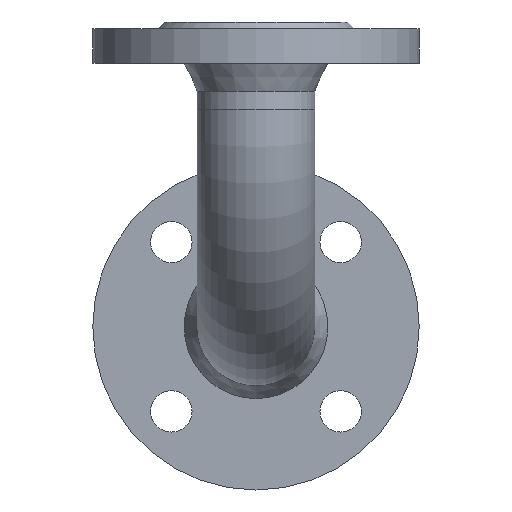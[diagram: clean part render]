
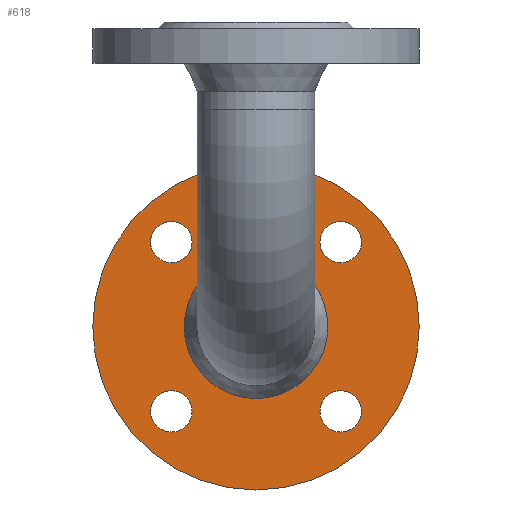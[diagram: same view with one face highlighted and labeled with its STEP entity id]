
A CAD part, left-side view. The second image highlights one B-rep face of the part: STEP entity #618.
In plain terms, the highlighted planar face has unit normal (-1, 0, 0).
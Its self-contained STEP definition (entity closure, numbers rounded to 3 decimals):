
#161 = CARTESIAN_POINT ( 'NONE',  ( 121., -38.891, -175.891 ) ) ;
#162 = DIRECTION ( 'NONE',  ( 1., 0., 0. ) ) ;
#163 = DIRECTION ( 'NONE',  ( 0., 1., 0. ) ) ;
#164 = CARTESIAN_POINT ( 'NONE',  ( 121., 38.891, -98.109 ) ) ;
#165 = DIRECTION ( 'NONE',  ( 1., 0., 0. ) ) ;
#166 = DIRECTION ( 'NONE',  ( 0., -1., 0. ) ) ;
#175 = CARTESIAN_POINT ( 'NONE',  ( 121., 0., -137. ) ) ;
#176 = DIRECTION ( 'NONE',  ( -1., 0., 0. ) ) ;
#177 = DIRECTION ( 'NONE',  ( 0., 0., 1. ) ) ;
#179 = CARTESIAN_POINT ( 'NONE',  ( 121., 38.891, -175.891 ) ) ;
#180 = DIRECTION ( 'NONE',  ( 1., 0., 0. ) ) ;
#181 = DIRECTION ( 'NONE',  ( 0., 0., 1. ) ) ;
#182 = CARTESIAN_POINT ( 'NONE',  ( 121., -38.891, -98.109 ) ) ;
#183 = DIRECTION ( 'NONE',  ( 1., 0., 0. ) ) ;
#184 = DIRECTION ( 'NONE',  ( 0., 0., -1. ) ) ;
#186 = CARTESIAN_POINT ( 'NONE',  ( 121., 0., -137. ) ) ;
#187 = DIRECTION ( 'NONE',  ( -1., 0., 0. ) ) ;
#188 = DIRECTION ( 'NONE',  ( 0., 0., -1. ) ) ;
#212 = CARTESIAN_POINT ( 'NONE',  ( 121., -29.391, -175.891 ) ) ;
#213 = CARTESIAN_POINT ( 'NONE',  ( 121., 29.391, -98.109 ) ) ;
#216 = CARTESIAN_POINT ( 'NONE',  ( 121., 0., -62. ) ) ;
#217 = CARTESIAN_POINT ( 'NONE',  ( 121., 38.891, -166.391 ) ) ;
#218 = CARTESIAN_POINT ( 'NONE',  ( 121., -38.891, -107.609 ) ) ;
#219 = CARTESIAN_POINT ( 'NONE',  ( 121., 0., -170. ) ) ;
#353 = CIRCLE ( 'NONE', #448, 9.5 ) ;
#354 = CIRCLE ( 'NONE', #449, 9.5 ) ;
#357 = CIRCLE ( 'NONE', #452, 75. ) ;
#358 = CIRCLE ( 'NONE', #453, 9.5 ) ;
#359 = CIRCLE ( 'NONE', #454, 9.5 ) ;
#360 = CIRCLE ( 'NONE', #455, 33. ) ;
#387 = VERTEX_POINT ( 'NONE', #212 ) ;
#388 = VERTEX_POINT ( 'NONE', #213 ) ;
#391 = VERTEX_POINT ( 'NONE', #216 ) ;
#392 = VERTEX_POINT ( 'NONE', #217 ) ;
#393 = VERTEX_POINT ( 'NONE', #218 ) ;
#394 = VERTEX_POINT ( 'NONE', #219 ) ;
#430 = FACE_BOUND ( 'NONE', #583, .T. ) ;
#431 = FACE_BOUND ( 'NONE', #579, .T. ) ;
#432 = DIRECTION ( 'NONE',  ( 0., 0., -1. ) ) ;
#448 = AXIS2_PLACEMENT_3D ( 'NONE', #161, #162, #163 ) ;
#449 = AXIS2_PLACEMENT_3D ( 'NONE', #164, #165, #166 ) ;
#452 = AXIS2_PLACEMENT_3D ( 'NONE', #175, #176, #177 ) ;
#453 = AXIS2_PLACEMENT_3D ( 'NONE', #179, #180, #181 ) ;
#454 = AXIS2_PLACEMENT_3D ( 'NONE', #182, #183, #184 ) ;
#455 = AXIS2_PLACEMENT_3D ( 'NONE', #186, #187, #188 ) ;
#479 = FACE_BOUND ( 'NONE', #561, .T. ) ;
#485 = FACE_BOUND ( 'NONE', #570, .T. ) ;
#486 = FACE_OUTER_BOUND ( 'NONE', #562, .T. ) ;
#488 = CARTESIAN_POINT ( 'NONE',  ( 121., 0., -137. ) ) ;
#561 = EDGE_LOOP ( 'NONE', ( #672 ) ) ;
#562 = EDGE_LOOP ( 'NONE', ( #697 ) ) ;
#567 = EDGE_LOOP ( 'NONE', ( #673 ) ) ;
#570 = EDGE_LOOP ( 'NONE', ( #679 ) ) ;
#579 = EDGE_LOOP ( 'NONE', ( #683 ) ) ;
#583 = EDGE_LOOP ( 'NONE', ( #696 ) ) ;
#610 = AXIS2_PLACEMENT_3D ( 'NONE', #488, #701, #432 ) ;
#618 = ADVANCED_FACE ( 'NONE', ( #677, #479, #485, #486, #430, #431 ), #670, .T. ) ;
#670 = PLANE ( 'NONE',  #610 ) ;
#672 = ORIENTED_EDGE ( 'NONE', *, *, #719, .T. ) ;
#673 = ORIENTED_EDGE ( 'NONE', *, *, #720, .F. ) ;
#677 = FACE_BOUND ( 'NONE', #567, .T. ) ;
#679 = ORIENTED_EDGE ( 'NONE', *, *, #718, .T. ) ;
#683 = ORIENTED_EDGE ( 'NONE', *, *, #714, .T. ) ;
#696 = ORIENTED_EDGE ( 'NONE', *, *, #713, .T. ) ;
#697 = ORIENTED_EDGE ( 'NONE', *, *, #717, .T. ) ;
#701 = DIRECTION ( 'NONE',  ( -1., 0., 0. ) ) ;
#713 = EDGE_CURVE ( 'NONE', #387, #387, #353, .T. ) ;
#714 = EDGE_CURVE ( 'NONE', #388, #388, #354, .T. ) ;
#717 = EDGE_CURVE ( 'NONE', #391, #391, #357, .T. ) ;
#718 = EDGE_CURVE ( 'NONE', #392, #392, #358, .T. ) ;
#719 = EDGE_CURVE ( 'NONE', #393, #393, #359, .T. ) ;
#720 = EDGE_CURVE ( 'NONE', #394, #394, #360, .T. ) ;
